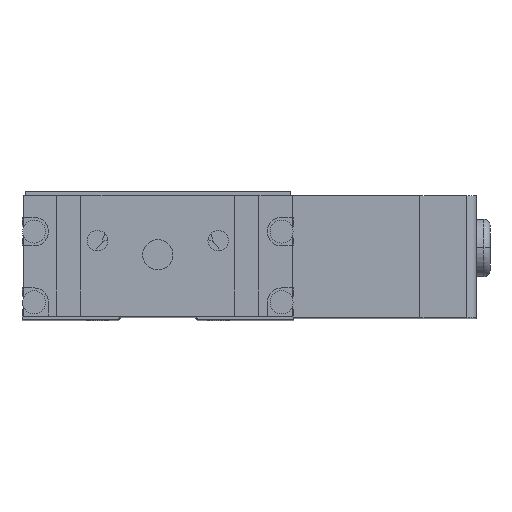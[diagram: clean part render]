
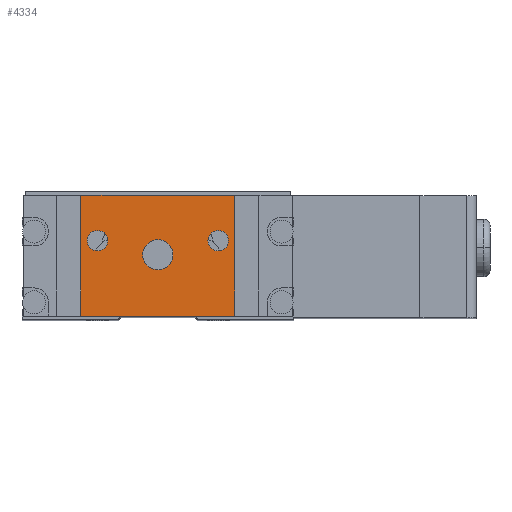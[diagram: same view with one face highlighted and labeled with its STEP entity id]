
A CAD part, top view. The second image highlights one B-rep face of the part: STEP entity #4334.
In plain terms, the highlighted planar face has unit normal (0, 0, 1).
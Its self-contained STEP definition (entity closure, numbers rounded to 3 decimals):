
#450 = DIRECTION ( 'NONE',  ( 1., 0., 0. ) ) ;
#658 = DIRECTION ( 'NONE',  ( 1., 0., 0. ) ) ;
#696 = LINE ( 'NONE', #15938, #13997 ) ;
#725 = EDGE_LOOP ( 'NONE', ( #13235, #8687 ) ) ;
#917 = FACE_BOUND ( 'NONE', #725, .T. ) ;
#953 = CIRCLE ( 'NONE', #5075, 2.5 ) ;
#1016 = CARTESIAN_POINT ( 'NONE',  ( -8.3, 2.33, 163.95 ) ) ;
#1036 = LINE ( 'NONE', #10887, #17532 ) ;
#1120 = EDGE_CURVE ( 'NONE', #7444, #14707, #12292, .T. ) ;
#1201 = DIRECTION ( 'NONE',  ( 0., 1., 0. ) ) ;
#1683 = CARTESIAN_POINT ( 'NONE',  ( 2.5, 0., 163.95 ) ) ;
#1811 = EDGE_CURVE ( 'NONE', #6530, #5058, #11838, .T. ) ;
#2551 = EDGE_CURVE ( 'NONE', #10662, #8380, #4543, .T. ) ;
#2645 = FACE_BOUND ( 'NONE', #15337, .T. ) ;
#2742 = VECTOR ( 'NONE', #11714, 1000. ) ;
#2890 = ORIENTED_EDGE ( 'NONE', *, *, #6198, .F. ) ;
#2957 = DIRECTION ( 'NONE',  ( 0., 0., 1. ) ) ;
#3065 = DIRECTION ( 'NONE',  ( 1., 0., 0. ) ) ;
#3414 = LINE ( 'NONE', #6094, #2742 ) ;
#3613 = CARTESIAN_POINT ( 'NONE',  ( -22.25, 9.83, 163.95 ) ) ;
#4038 = DIRECTION ( 'NONE',  ( 1., 0., 0. ) ) ;
#4052 = CARTESIAN_POINT ( 'NONE',  ( -10., 2.33, 163.95 ) ) ;
#4103 = CARTESIAN_POINT ( 'NONE',  ( 12.75, -10.17, 163.95 ) ) ;
#4197 = EDGE_CURVE ( 'NONE', #8414, #6530, #3414, .T. ) ;
#4233 = VECTOR ( 'NONE', #6033, 1000. ) ;
#4328 = AXIS2_PLACEMENT_3D ( 'NONE', #5174, #16632, #16455 ) ;
#4334 = ADVANCED_FACE ( 'NONE', ( #917, #18016, #2645, #16721 ), #14955, .T. ) ;
#4543 = CIRCLE ( 'NONE', #14876, 1.7 ) ;
#5058 = VERTEX_POINT ( 'NONE', #6134 ) ;
#5075 = AXIS2_PLACEMENT_3D ( 'NONE', #11849, #7524, #17510 ) ;
#5174 = CARTESIAN_POINT ( 'NONE',  ( 10., 2.33, 163.95 ) ) ;
#6033 = DIRECTION ( 'NONE',  ( -1., 0., 0. ) ) ;
#6094 = CARTESIAN_POINT ( 'NONE',  ( 12.75, 9.83, 163.95 ) ) ;
#6134 = CARTESIAN_POINT ( 'NONE',  ( -12.75, 9.83, 163.95 ) ) ;
#6198 = EDGE_CURVE ( 'NONE', #8380, #10662, #8793, .T. ) ;
#6361 = ORIENTED_EDGE ( 'NONE', *, *, #14779, .F. ) ;
#6450 = AXIS2_PLACEMENT_3D ( 'NONE', #4052, #12363, #6740 ) ;
#6530 = VERTEX_POINT ( 'NONE', #11986 ) ;
#6565 = CARTESIAN_POINT ( 'NONE',  ( 8.3, 2.33, 163.95 ) ) ;
#6740 = DIRECTION ( 'NONE',  ( 1., 0., 0. ) ) ;
#7303 = CARTESIAN_POINT ( 'NONE',  ( 11.7, 2.33, 163.95 ) ) ;
#7444 = VERTEX_POINT ( 'NONE', #6565 ) ;
#7524 = DIRECTION ( 'NONE',  ( 0., 0., 1. ) ) ;
#7551 = EDGE_CURVE ( 'NONE', #13834, #5058, #1036, .T. ) ;
#8380 = VERTEX_POINT ( 'NONE', #9367 ) ;
#8414 = VERTEX_POINT ( 'NONE', #4103 ) ;
#8487 = CARTESIAN_POINT ( 'NONE',  ( -10., 2.33, 163.95 ) ) ;
#8687 = ORIENTED_EDGE ( 'NONE', *, *, #10884, .F. ) ;
#8793 = CIRCLE ( 'NONE', #6450, 1.7 ) ;
#9131 = DIRECTION ( 'NONE',  ( 0., 0., 1. ) ) ;
#9305 = DIRECTION ( 'NONE',  ( 0., 0., 1. ) ) ;
#9367 = CARTESIAN_POINT ( 'NONE',  ( -11.7, 2.33, 163.95 ) ) ;
#9845 = ORIENTED_EDGE ( 'NONE', *, *, #16175, .F. ) ;
#10394 = AXIS2_PLACEMENT_3D ( 'NONE', #17357, #11605, #450 ) ;
#10654 = CARTESIAN_POINT ( 'NONE',  ( -12.75, -10.17, 163.95 ) ) ;
#10662 = VERTEX_POINT ( 'NONE', #1016 ) ;
#10884 = EDGE_CURVE ( 'NONE', #14707, #7444, #14234, .T. ) ;
#10887 = CARTESIAN_POINT ( 'NONE',  ( -12.75, 9.83, 163.95 ) ) ;
#11543 = AXIS2_PLACEMENT_3D ( 'NONE', #15617, #2957, #3065 ) ;
#11605 = DIRECTION ( 'NONE',  ( 0., 0., 1. ) ) ;
#11679 = CARTESIAN_POINT ( 'NONE',  ( -2.5, 0., 163.95 ) ) ;
#11707 = VERTEX_POINT ( 'NONE', #1683 ) ;
#11714 = DIRECTION ( 'NONE',  ( 0., 1., 0. ) ) ;
#11838 = LINE ( 'NONE', #3613, #4233 ) ;
#11849 = CARTESIAN_POINT ( 'NONE',  ( 0., 0., 163.95 ) ) ;
#11986 = CARTESIAN_POINT ( 'NONE',  ( 12.75, 9.83, 163.95 ) ) ;
#12130 = CIRCLE ( 'NONE', #11543, 2.5 ) ;
#12173 = CARTESIAN_POINT ( 'NONE',  ( 0., 0., 163.95 ) ) ;
#12216 = ORIENTED_EDGE ( 'NONE', *, *, #7551, .F. ) ;
#12292 = CIRCLE ( 'NONE', #4328, 1.7 ) ;
#12363 = DIRECTION ( 'NONE',  ( 0., 0., 1. ) ) ;
#12765 = ORIENTED_EDGE ( 'NONE', *, *, #1811, .T. ) ;
#13235 = ORIENTED_EDGE ( 'NONE', *, *, #1120, .F. ) ;
#13326 = EDGE_LOOP ( 'NONE', ( #16205, #12765, #12216, #14873 ) ) ;
#13834 = VERTEX_POINT ( 'NONE', #10654 ) ;
#13997 = VECTOR ( 'NONE', #17613, 1000. ) ;
#14234 = CIRCLE ( 'NONE', #10394, 1.7 ) ;
#14707 = VERTEX_POINT ( 'NONE', #7303 ) ;
#14779 = EDGE_CURVE ( 'NONE', #11707, #18188, #12130, .T. ) ;
#14861 = EDGE_LOOP ( 'NONE', ( #6361, #9845 ) ) ;
#14873 = ORIENTED_EDGE ( 'NONE', *, *, #18245, .T. ) ;
#14876 = AXIS2_PLACEMENT_3D ( 'NONE', #8487, #9131, #658 ) ;
#14955 = PLANE ( 'NONE',  #16043 ) ;
#15012 = ORIENTED_EDGE ( 'NONE', *, *, #2551, .F. ) ;
#15337 = EDGE_LOOP ( 'NONE', ( #2890, #15012 ) ) ;
#15617 = CARTESIAN_POINT ( 'NONE',  ( 0., 0., 163.95 ) ) ;
#15938 = CARTESIAN_POINT ( 'NONE',  ( -22.25, -10.17, 163.95 ) ) ;
#16043 = AXIS2_PLACEMENT_3D ( 'NONE', #12173, #9305, #4038 ) ;
#16175 = EDGE_CURVE ( 'NONE', #18188, #11707, #953, .T. ) ;
#16205 = ORIENTED_EDGE ( 'NONE', *, *, #4197, .T. ) ;
#16455 = DIRECTION ( 'NONE',  ( 1., 0., 0. ) ) ;
#16632 = DIRECTION ( 'NONE',  ( 0., 0., 1. ) ) ;
#16721 = FACE_BOUND ( 'NONE', #14861, .T. ) ;
#17357 = CARTESIAN_POINT ( 'NONE',  ( 10., 2.33, 163.95 ) ) ;
#17510 = DIRECTION ( 'NONE',  ( 1., 0., 0. ) ) ;
#17532 = VECTOR ( 'NONE', #1201, 1000. ) ;
#17613 = DIRECTION ( 'NONE',  ( 1., 0., 0. ) ) ;
#18016 = FACE_OUTER_BOUND ( 'NONE', #13326, .T. ) ;
#18188 = VERTEX_POINT ( 'NONE', #11679 ) ;
#18245 = EDGE_CURVE ( 'NONE', #13834, #8414, #696, .T. ) ;
